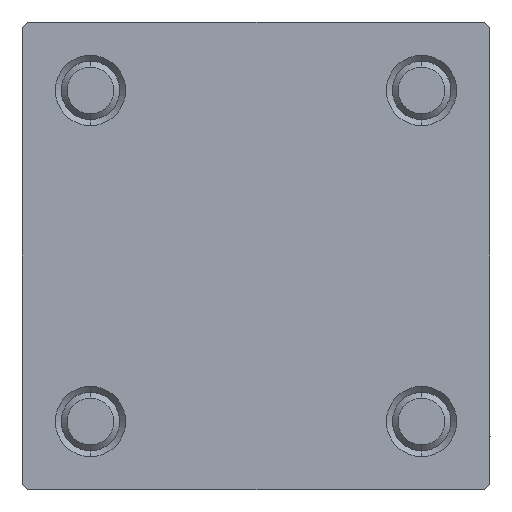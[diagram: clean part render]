
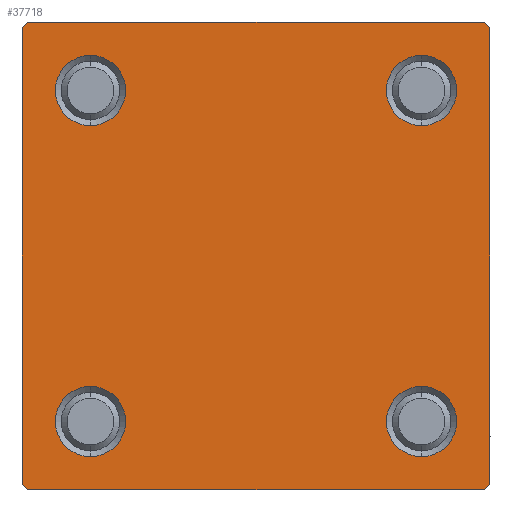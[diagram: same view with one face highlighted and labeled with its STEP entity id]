
A CAD part, left-side view. The second image highlights one B-rep face of the part: STEP entity #37718.
In plain terms, the highlighted planar face has unit normal (-1, 0, 0).
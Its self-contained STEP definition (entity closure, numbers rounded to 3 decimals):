
#2 = AXIS2_PLACEMENT_3D ( 'NONE', #7558, #2427, #22591 ) ;
#78 = DIRECTION ( 'NONE',  ( 0., 0., 1. ) ) ;
#602 = VECTOR ( 'NONE', #9686, 1000. ) ;
#882 = VERTEX_POINT ( 'NONE', #9718 ) ;
#945 = AXIS2_PLACEMENT_3D ( 'NONE', #43296, #37658, #29237 ) ;
#1488 = CARTESIAN_POINT ( 'NONE',  ( 0., 19.5, -20. ) ) ;
#1635 = EDGE_CURVE ( 'NONE', #45994, #42163, #11128, .T. ) ;
#1802 = EDGE_LOOP ( 'NONE', ( #16322, #42238 ) ) ;
#2015 = CARTESIAN_POINT ( 'NONE',  ( 0., -19.75, -19.75 ) ) ;
#2427 = DIRECTION ( 'NONE',  ( 1., 0., 0. ) ) ;
#2487 = VECTOR ( 'NONE', #24767, 1000. ) ;
#2622 = VECTOR ( 'NONE', #9894, 1000. ) ;
#2745 = PLANE ( 'NONE',  #46319 ) ;
#2781 = EDGE_CURVE ( 'NONE', #42163, #49730, #44572, .T. ) ;
#3132 = DIRECTION ( 'NONE',  ( 0., -0.707, -0.707 ) ) ;
#3165 = DIRECTION ( 'NONE',  ( 0., 0., 1. ) ) ;
#3192 = CARTESIAN_POINT ( 'NONE',  ( 0., -14.15, 14.15 ) ) ;
#3292 = CARTESIAN_POINT ( 'NONE',  ( 0., -14.15, -17.15 ) ) ;
#3762 = VECTOR ( 'NONE', #31288, 1000. ) ;
#3985 = VECTOR ( 'NONE', #44424, 1000. ) ;
#4068 = EDGE_CURVE ( 'NONE', #20918, #15341, #18557, .T. ) ;
#4282 = VERTEX_POINT ( 'NONE', #11099 ) ;
#5231 = ORIENTED_EDGE ( 'NONE', *, *, #4068, .T. ) ;
#5378 = CIRCLE ( 'NONE', #44444, 3. ) ;
#5874 = DIRECTION ( 'NONE',  ( 1., 0., 0. ) ) ;
#6074 = VERTEX_POINT ( 'NONE', #45391 ) ;
#6617 = VECTOR ( 'NONE', #3132, 1000. ) ;
#7558 = CARTESIAN_POINT ( 'NONE',  ( 0., 14.15, 14.15 ) ) ;
#8084 = CIRCLE ( 'NONE', #12174, 3. ) ;
#8512 = CARTESIAN_POINT ( 'NONE',  ( 0., 14.15, -17.15 ) ) ;
#9214 = CARTESIAN_POINT ( 'NONE',  ( 0., 14.15, 14.15 ) ) ;
#9305 = EDGE_CURVE ( 'NONE', #39626, #6074, #29187, .T. ) ;
#9686 = DIRECTION ( 'NONE',  ( 0., -0.707, 0.707 ) ) ;
#9718 = CARTESIAN_POINT ( 'NONE',  ( 0., 14.15, 17.15 ) ) ;
#9791 = VERTEX_POINT ( 'NONE', #49337 ) ;
#9894 = DIRECTION ( 'NONE',  ( 0., -1., 0. ) ) ;
#10087 = ORIENTED_EDGE ( 'NONE', *, *, #17011, .T. ) ;
#10569 = EDGE_CURVE ( 'NONE', #46777, #32605, #8084, .T. ) ;
#11099 = CARTESIAN_POINT ( 'NONE',  ( 0., 20., -19.5 ) ) ;
#11128 = LINE ( 'NONE', #34041, #43675 ) ;
#11595 = CIRCLE ( 'NONE', #42481, 3. ) ;
#12174 = AXIS2_PLACEMENT_3D ( 'NONE', #45069, #40996, #33106 ) ;
#13375 = CARTESIAN_POINT ( 'NONE',  ( 0., 20., 20. ) ) ;
#14583 = VERTEX_POINT ( 'NONE', #15279 ) ;
#14694 = DIRECTION ( 'NONE',  ( 0., 0., 1. ) ) ;
#14956 = DIRECTION ( 'NONE',  ( 1., 0., 0. ) ) ;
#15173 = DIRECTION ( 'NONE',  ( 1., 0., 0. ) ) ;
#15279 = CARTESIAN_POINT ( 'NONE',  ( 0., -19.5, 20. ) ) ;
#15341 = VERTEX_POINT ( 'NONE', #16648 ) ;
#16322 = ORIENTED_EDGE ( 'NONE', *, *, #48848, .T. ) ;
#16521 = CARTESIAN_POINT ( 'NONE',  ( 0., -14.15, 17.15 ) ) ;
#16648 = CARTESIAN_POINT ( 'NONE',  ( 0., 20., 19.5 ) ) ;
#17011 = EDGE_CURVE ( 'NONE', #23181, #9791, #47350, .T. ) ;
#17517 = EDGE_CURVE ( 'NONE', #9791, #23181, #11595, .T. ) ;
#18008 = EDGE_CURVE ( 'NONE', #20918, #14583, #22376, .T. ) ;
#18557 = LINE ( 'NONE', #34080, #26721 ) ;
#18641 = AXIS2_PLACEMENT_3D ( 'NONE', #27364, #23296, #78 ) ;
#19532 = CARTESIAN_POINT ( 'NONE',  ( 0., -14.15, -14.15 ) ) ;
#19561 = ORIENTED_EDGE ( 'NONE', *, *, #10569, .T. ) ;
#19754 = CIRCLE ( 'NONE', #46572, 3. ) ;
#20918 = VERTEX_POINT ( 'NONE', #32419 ) ;
#22068 = CARTESIAN_POINT ( 'NONE',  ( 0., 14.15, 11.15 ) ) ;
#22214 = EDGE_LOOP ( 'NONE', ( #45646, #33651 ) ) ;
#22376 = LINE ( 'NONE', #29244, #2622 ) ;
#22393 = FACE_BOUND ( 'NONE', #46449, .T. ) ;
#22591 = DIRECTION ( 'NONE',  ( 0., 0., 1. ) ) ;
#23181 = VERTEX_POINT ( 'NONE', #8512 ) ;
#23296 = DIRECTION ( 'NONE',  ( 1., 0., 0. ) ) ;
#23406 = LINE ( 'NONE', #38938, #3762 ) ;
#23507 = CIRCLE ( 'NONE', #50362, 3. ) ;
#23610 = CARTESIAN_POINT ( 'NONE',  ( 0., -20., -19.5 ) ) ;
#24121 = ORIENTED_EDGE ( 'NONE', *, *, #45504, .T. ) ;
#24767 = DIRECTION ( 'NONE',  ( 0., 0.707, 0.707 ) ) ;
#25963 = FACE_BOUND ( 'NONE', #1802, .T. ) ;
#26721 = VECTOR ( 'NONE', #45797, 1000. ) ;
#26819 = EDGE_CURVE ( 'NONE', #43943, #49730, #23406, .T. ) ;
#26950 = EDGE_LOOP ( 'NONE', ( #43239, #19561 ) ) ;
#27364 = CARTESIAN_POINT ( 'NONE',  ( 0., -14.15, -14.15 ) ) ;
#28144 = LINE ( 'NONE', #13375, #3985 ) ;
#28494 = CARTESIAN_POINT ( 'NONE',  ( 0., -19.5, -20. ) ) ;
#29149 = VERTEX_POINT ( 'NONE', #22068 ) ;
#29157 = EDGE_LOOP ( 'NONE', ( #33670, #24121, #45214, #43786, #38451, #34604, #40071, #5231 ) ) ;
#29187 = CIRCLE ( 'NONE', #18641, 3. ) ;
#29237 = DIRECTION ( 'NONE',  ( 0., 0., 1. ) ) ;
#29244 = CARTESIAN_POINT ( 'NONE',  ( 0., 20., 20. ) ) ;
#30031 = DIRECTION ( 'NONE',  ( -1., 0., 0. ) ) ;
#30657 = EDGE_CURVE ( 'NONE', #32605, #46777, #5378, .T. ) ;
#31288 = DIRECTION ( 'NONE',  ( 0., 0., -1. ) ) ;
#31373 = CARTESIAN_POINT ( 'NONE',  ( 0., -14.15, 11.15 ) ) ;
#32419 = CARTESIAN_POINT ( 'NONE',  ( 0., 19.5, 20. ) ) ;
#32605 = VERTEX_POINT ( 'NONE', #16521 ) ;
#33106 = DIRECTION ( 'NONE',  ( 0., 0., 1. ) ) ;
#33651 = ORIENTED_EDGE ( 'NONE', *, *, #36481, .T. ) ;
#33670 = ORIENTED_EDGE ( 'NONE', *, *, #37394, .T. ) ;
#34014 = CARTESIAN_POINT ( 'NONE',  ( 0., 14.15, -14.15 ) ) ;
#34041 = CARTESIAN_POINT ( 'NONE',  ( 0., 20., -20. ) ) ;
#34080 = CARTESIAN_POINT ( 'NONE',  ( 0., 19.75, 19.75 ) ) ;
#34560 = DIRECTION ( 'NONE',  ( 1., 0., 0. ) ) ;
#34604 = ORIENTED_EDGE ( 'NONE', *, *, #44982, .T. ) ;
#36481 = EDGE_CURVE ( 'NONE', #29149, #882, #23507, .T. ) ;
#37394 = EDGE_CURVE ( 'NONE', #15341, #4282, #28144, .T. ) ;
#37658 = DIRECTION ( 'NONE',  ( 1., 0., 0. ) ) ;
#37682 = FACE_OUTER_BOUND ( 'NONE', #29157, .T. ) ;
#37718 = ADVANCED_FACE ( 'NONE', ( #45822, #25963, #22393, #49647, #37682 ), #2745, .T. ) ;
#37740 = ORIENTED_EDGE ( 'NONE', *, *, #17517, .T. ) ;
#38451 = ORIENTED_EDGE ( 'NONE', *, *, #26819, .F. ) ;
#38938 = CARTESIAN_POINT ( 'NONE',  ( 0., -20., 20. ) ) ;
#39315 = LINE ( 'NONE', #44117, #2487 ) ;
#39626 = VERTEX_POINT ( 'NONE', #3292 ) ;
#40071 = ORIENTED_EDGE ( 'NONE', *, *, #18008, .F. ) ;
#40277 = DIRECTION ( 'NONE',  ( 0., 0., 1. ) ) ;
#40996 = DIRECTION ( 'NONE',  ( 1., 0., 0. ) ) ;
#41410 = DIRECTION ( 'NONE',  ( 0., -1., 0. ) ) ;
#41996 = DIRECTION ( 'NONE',  ( 0., 0., 1. ) ) ;
#42163 = VERTEX_POINT ( 'NONE', #28494 ) ;
#42238 = ORIENTED_EDGE ( 'NONE', *, *, #9305, .T. ) ;
#42481 = AXIS2_PLACEMENT_3D ( 'NONE', #34014, #15173, #3165 ) ;
#42690 = DIRECTION ( 'NONE',  ( 0., 0., 1. ) ) ;
#43239 = ORIENTED_EDGE ( 'NONE', *, *, #30657, .T. ) ;
#43296 = CARTESIAN_POINT ( 'NONE',  ( 0., 14.15, -14.15 ) ) ;
#43675 = VECTOR ( 'NONE', #41410, 1000. ) ;
#43786 = ORIENTED_EDGE ( 'NONE', *, *, #2781, .T. ) ;
#43938 = CIRCLE ( 'NONE', #2, 3. ) ;
#43943 = VERTEX_POINT ( 'NONE', #49452 ) ;
#44117 = CARTESIAN_POINT ( 'NONE',  ( 0., -19.75, 19.75 ) ) ;
#44182 = EDGE_CURVE ( 'NONE', #882, #29149, #43938, .T. ) ;
#44424 = DIRECTION ( 'NONE',  ( 0., 0., -1. ) ) ;
#44444 = AXIS2_PLACEMENT_3D ( 'NONE', #3192, #14956, #14694 ) ;
#44572 = LINE ( 'NONE', #2015, #602 ) ;
#44982 = EDGE_CURVE ( 'NONE', #43943, #14583, #39315, .T. ) ;
#45069 = CARTESIAN_POINT ( 'NONE',  ( 0., -14.15, 14.15 ) ) ;
#45214 = ORIENTED_EDGE ( 'NONE', *, *, #1635, .T. ) ;
#45391 = CARTESIAN_POINT ( 'NONE',  ( 0., -14.15, -11.15 ) ) ;
#45504 = EDGE_CURVE ( 'NONE', #4282, #45994, #49259, .T. ) ;
#45646 = ORIENTED_EDGE ( 'NONE', *, *, #44182, .T. ) ;
#45797 = DIRECTION ( 'NONE',  ( 0., 0.707, -0.707 ) ) ;
#45822 = FACE_BOUND ( 'NONE', #26950, .T. ) ;
#45994 = VERTEX_POINT ( 'NONE', #1488 ) ;
#46319 = AXIS2_PLACEMENT_3D ( 'NONE', #49387, #30031, #41996 ) ;
#46449 = EDGE_LOOP ( 'NONE', ( #37740, #10087 ) ) ;
#46572 = AXIS2_PLACEMENT_3D ( 'NONE', #19532, #34560, #42690 ) ;
#46777 = VERTEX_POINT ( 'NONE', #31373 ) ;
#47350 = CIRCLE ( 'NONE', #945, 3. ) ;
#48752 = CARTESIAN_POINT ( 'NONE',  ( 0., 19.75, -19.75 ) ) ;
#48848 = EDGE_CURVE ( 'NONE', #6074, #39626, #19754, .T. ) ;
#49259 = LINE ( 'NONE', #48752, #6617 ) ;
#49337 = CARTESIAN_POINT ( 'NONE',  ( 0., 14.15, -11.15 ) ) ;
#49387 = CARTESIAN_POINT ( 'NONE',  ( 0., 0., 0. ) ) ;
#49452 = CARTESIAN_POINT ( 'NONE',  ( 0., -20., 19.5 ) ) ;
#49647 = FACE_BOUND ( 'NONE', #22214, .T. ) ;
#49730 = VERTEX_POINT ( 'NONE', #23610 ) ;
#50362 = AXIS2_PLACEMENT_3D ( 'NONE', #9214, #5874, #40277 ) ;
